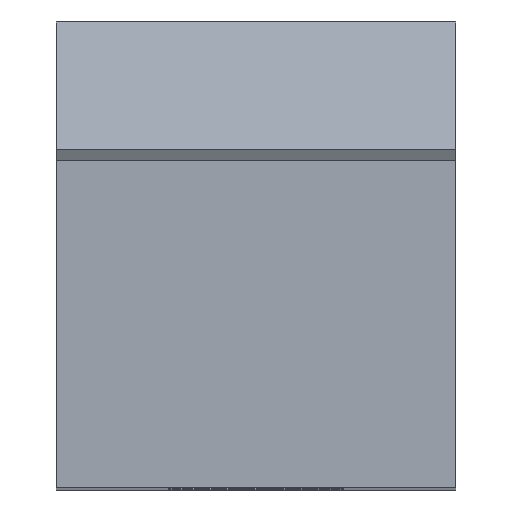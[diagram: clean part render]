
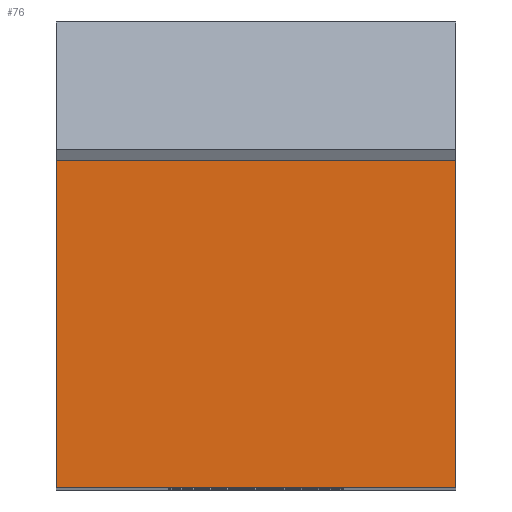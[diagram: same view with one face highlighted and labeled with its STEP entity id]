
A CAD part, top view. The second image highlights one B-rep face of the part: STEP entity #76.
In plain terms, the highlighted planar face has unit normal (0, 0, 1).
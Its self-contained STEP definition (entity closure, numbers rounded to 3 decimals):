
#3 = VERTEX_POINT ( 'NONE', #736 ) ;
#6 = EDGE_LOOP ( 'NONE', ( #8, #33, #37, #75 ) ) ;
#7 = EDGE_CURVE ( 'NONE', #101, #3, #789, .T. ) ;
#8 = ORIENTED_EDGE ( 'NONE', *, *, #85, .T. ) ;
#33 = ORIENTED_EDGE ( 'NONE', *, *, #72, .F. ) ;
#34 = EDGE_CURVE ( 'NONE', #101, #102, #709, .T. ) ;
#37 = ORIENTED_EDGE ( 'NONE', *, *, #34, .F. ) ;
#72 = EDGE_CURVE ( 'NONE', #102, #74, #834, .T. ) ;
#74 = VERTEX_POINT ( 'NONE', #835 ) ;
#75 = ORIENTED_EDGE ( 'NONE', *, *, #7, .T. ) ;
#76 = ADVANCED_FACE ( 'NONE', ( #851 ), #862, .F. ) ;
#85 = EDGE_CURVE ( 'NONE', #3, #74, #807, .T. ) ;
#101 = VERTEX_POINT ( 'NONE', #889 ) ;
#102 = VERTEX_POINT ( 'NONE', #1011 ) ;
#701 = DIRECTION ( 'NONE',  ( 0., -1., 0. ) ) ;
#702 = VECTOR ( 'NONE', #701, 1000. ) ;
#708 = CARTESIAN_POINT ( 'NONE',  ( 9.525, 0., 54.864 ) ) ;
#709 = LINE ( 'NONE', #708, #702 ) ;
#736 = CARTESIAN_POINT ( 'NONE',  ( -9.525, 15.621, 54.864 ) ) ;
#776 = DIRECTION ( 'NONE',  ( -1., 0., 0. ) ) ;
#788 = CARTESIAN_POINT ( 'NONE',  ( 9.525, 15.621, 54.864 ) ) ;
#789 = LINE ( 'NONE', #788, #795 ) ;
#795 = VECTOR ( 'NONE', #776, 1000. ) ;
#804 = DIRECTION ( 'NONE',  ( 0., -1., 0. ) ) ;
#805 = VECTOR ( 'NONE', #804, 1000. ) ;
#806 = CARTESIAN_POINT ( 'NONE',  ( -9.525, 0., 54.864 ) ) ;
#807 = LINE ( 'NONE', #806, #805 ) ;
#818 = DIRECTION ( 'NONE',  ( -1., 0., 0. ) ) ;
#819 = DIRECTION ( 'NONE',  ( 0., 0., -1. ) ) ;
#834 = LINE ( 'NONE', #854, #853 ) ;
#835 = CARTESIAN_POINT ( 'NONE',  ( -9.525, 0., 54.864 ) ) ;
#851 = FACE_OUTER_BOUND ( 'NONE', #6, .T. ) ;
#852 = DIRECTION ( 'NONE',  ( -1., 0., 0. ) ) ;
#853 = VECTOR ( 'NONE', #852, 1000. ) ;
#854 = CARTESIAN_POINT ( 'NONE',  ( 9.525, 0., 54.864 ) ) ;
#860 = CARTESIAN_POINT ( 'NONE',  ( 9.525, 0., 54.864 ) ) ;
#862 = PLANE ( 'NONE',  #863 ) ;
#863 = AXIS2_PLACEMENT_3D ( 'NONE', #860, #819, #818 ) ;
#889 = CARTESIAN_POINT ( 'NONE',  ( 9.525, 15.621, 54.864 ) ) ;
#1011 = CARTESIAN_POINT ( 'NONE',  ( 9.525, 0., 54.864 ) ) ;
